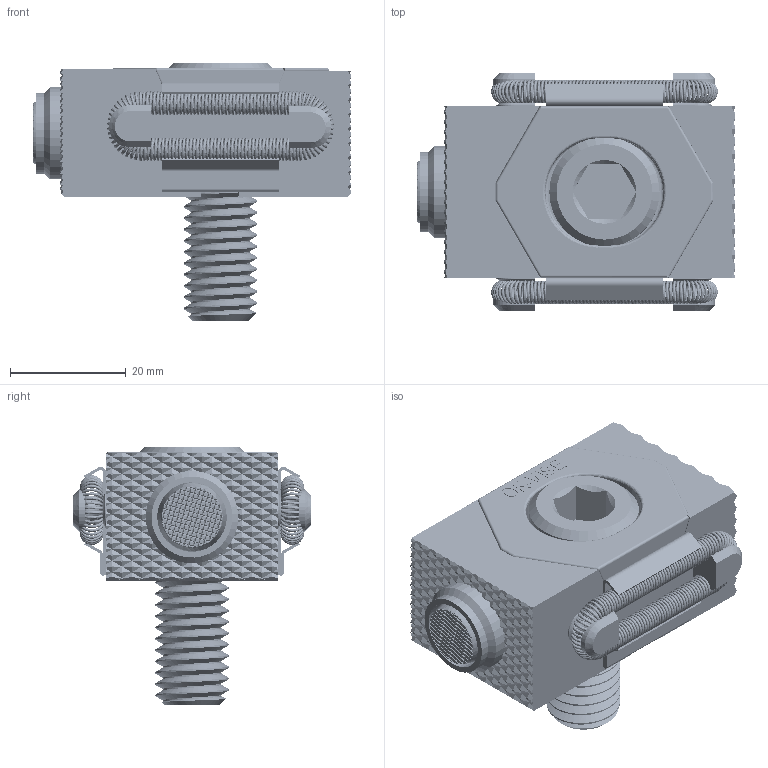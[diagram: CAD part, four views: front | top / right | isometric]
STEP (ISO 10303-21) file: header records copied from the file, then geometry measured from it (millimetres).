
FILE_DESCRIPTION (( 'STEP AP214' ), '1' );
FILE_NAME ('47190.STEP', '2016-10-28T17:51:14', ( 'Mike W' ), ( '' ), 'SwSTEP 2.0', 'SolidWorks 2016', '' );
FILE_SCHEMA (( 'AUTOMOTIVE_DESIGN' ));
Length unit declared in the file: inch
Products named in the file (12): 1213114 SHCS_1213114 SHCS; PLDK2-VT; 47135_47135; JDK-P_S_D_S_DTY; JDK P S; 47134_47134; D-kuukeli; D-kuukelin runko; 47137_47137; PLDK2-VT-B; 47190
Assembly tree (13 placements, depth 3):
  47190
    PLDK2-VT-B
    47137_47137  x2
    D-kuukeli
      D-kuukelin runko
      D-kuukeli
    47134_47134
    47135_47135  x2
      JDK P S
      JDK-P_S_D_S_DTY
    PLDK2-VT
    1213114 SHCS_1213114 SHCS
Bounding box: 55 x 41 x 44.45 mm (x, y, z)
Volume: 35017.6 mm3; surface area: 23068.7 mm2
Topology: 12 solids, 12 shells, 4770 faces, 11551 edges, 6624 vertices
Faces by surface type: plane 2940, bspline 1642, cylinder 157, cone 25, torus 6
Entity records: 165317 total; most frequent: CARTESIAN_POINT 40329, ORIENTED_EDGE 17594, DIRECTION 15541, EDGE_CURVE 8797, LINE 5527, VECTOR 5527, AXIS2_PLACEMENT_3D 5007, VERTEX_POINT 4980
